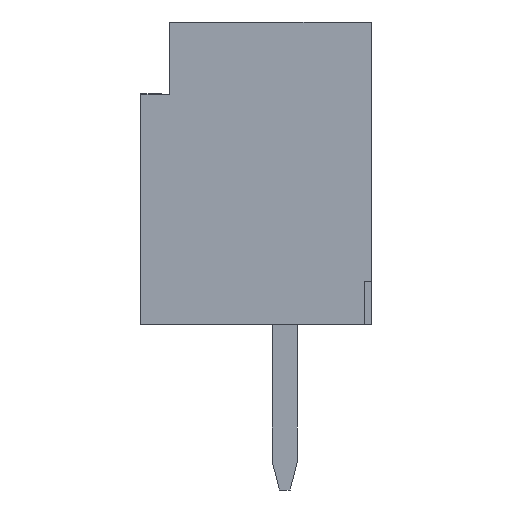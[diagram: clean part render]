
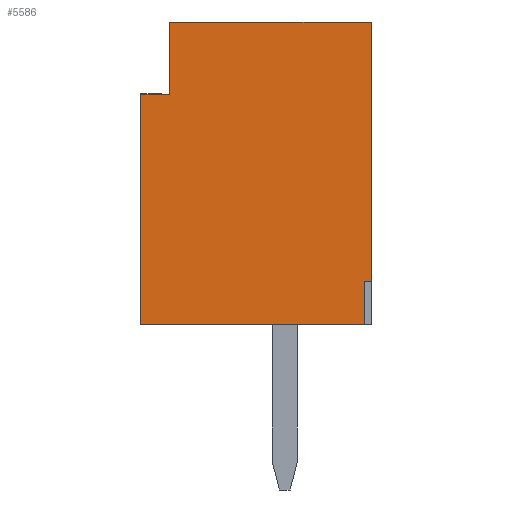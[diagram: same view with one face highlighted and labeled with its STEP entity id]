
A CAD part, left-side view. The second image highlights one B-rep face of the part: STEP entity #5586.
In plain terms, the highlighted face is planar.
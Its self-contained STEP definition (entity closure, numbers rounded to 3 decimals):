
#586=ORIENTED_EDGE('',*,*,#1400,.F.);
#587=ORIENTED_EDGE('',*,*,#1407,.T.);
#588=ORIENTED_EDGE('',*,*,#1592,.F.);
#589=ORIENTED_EDGE('',*,*,#1593,.F.);
#590=ORIENTED_EDGE('',*,*,#1575,.F.);
#591=ORIENTED_EDGE('',*,*,#1557,.T.);
#592=ORIENTED_EDGE('',*,*,#1594,.F.);
#593=ORIENTED_EDGE('',*,*,#1595,.F.);
#1400=EDGE_CURVE('',#1957,#1958,#2377,.T.);
#1407=EDGE_CURVE('',#1957,#1962,#2384,.T.);
#1557=EDGE_CURVE('',#2060,#2059,#2534,.T.);
#1575=EDGE_CURVE('',#2060,#2070,#2552,.T.);
#1592=EDGE_CURVE('',#2073,#1962,#2569,.T.);
#1593=EDGE_CURVE('',#2070,#2073,#2570,.T.);
#1594=EDGE_CURVE('',#2074,#2059,#2571,.T.);
#1595=EDGE_CURVE('',#1958,#2074,#2572,.T.);
#1957=VERTEX_POINT('',#7299);
#1958=VERTEX_POINT('',#7301);
#1962=VERTEX_POINT('',#7313);
#2059=VERTEX_POINT('',#7614);
#2060=VERTEX_POINT('',#7616);
#2070=VERTEX_POINT('',#7647);
#2073=VERTEX_POINT('',#7682);
#2074=VERTEX_POINT('',#7685);
#2377=LINE('',#7300,#2968);
#2384=LINE('',#7314,#2975);
#2534=LINE('',#7615,#3125);
#2552=LINE('',#7649,#3143);
#2569=LINE('',#7681,#3160);
#2570=LINE('',#7683,#3161);
#2571=LINE('',#7684,#3162);
#2572=LINE('',#7686,#3163);
#2968=VECTOR('',#6175,1000.);
#2975=VECTOR('',#6186,1000.);
#3125=VECTOR('',#6444,1000.);
#3143=VECTOR('',#6472,1000.);
#3160=VECTOR('',#6515,1000.);
#3161=VECTOR('',#6516,1000.);
#3162=VECTOR('',#6517,1000.);
#3163=VECTOR('',#6518,1000.);
#3488=EDGE_LOOP('',(#586,#587,#588,#589,#590,#591,#592,#593));
#3711=FACE_BOUND('',#3488,.T.);
#3928=PLANE('',#5800);
#5586=ADVANCED_FACE('',(#3711),#3928,.F.);
#5800=AXIS2_PLACEMENT_3D('',#7680,#6513,#6514);
#6175=DIRECTION('',(0.,0.,-1.));
#6186=DIRECTION('',(0.,1.,0.));
#6444=DIRECTION('',(0.,-1.,0.));
#6472=DIRECTION('',(0.,0.,1.));
#6513=DIRECTION('',(-1.,0.,0.));
#6514=DIRECTION('',(0.,0.,1.));
#6515=DIRECTION('',(0.,0.,-1.));
#6516=DIRECTION('',(0.,1.,0.));
#6517=DIRECTION('',(0.,0.,1.));
#6518=DIRECTION('',(0.,-1.,0.));
#7299=CARTESIAN_POINT('',(4.625,1.5,-1.5));
#7300=CARTESIAN_POINT('',(4.625,1.5,-1.5));
#7301=CARTESIAN_POINT('',(4.625,1.5,-2.1));
#7313=CARTESIAN_POINT('',(4.625,1.6,-1.5));
#7314=CARTESIAN_POINT('',(4.625,1.5,-1.5));
#7614=CARTESIAN_POINT('',(4.625,-1.6,1.1));
#7615=CARTESIAN_POINT('',(4.625,-1.2,1.1));
#7616=CARTESIAN_POINT('',(4.625,-1.2,1.1));
#7647=CARTESIAN_POINT('',(4.625,-1.2,2.1));
#7649=CARTESIAN_POINT('',(4.625,-1.2,1.1));
#7680=CARTESIAN_POINT('',(4.625,0.,0.));
#7681=CARTESIAN_POINT('',(4.625,1.6,2.1));
#7682=CARTESIAN_POINT('',(4.625,1.6,2.1));
#7683=CARTESIAN_POINT('',(4.625,-1.6,2.1));
#7684=CARTESIAN_POINT('',(4.625,-1.6,-2.1));
#7685=CARTESIAN_POINT('',(4.625,-1.6,-2.1));
#7686=CARTESIAN_POINT('',(4.625,1.6,-2.1));
